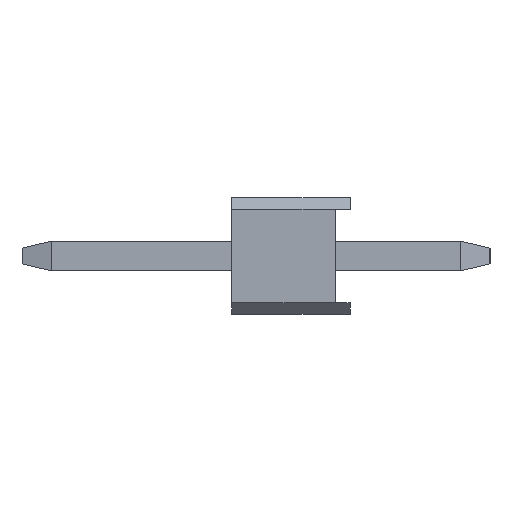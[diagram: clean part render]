
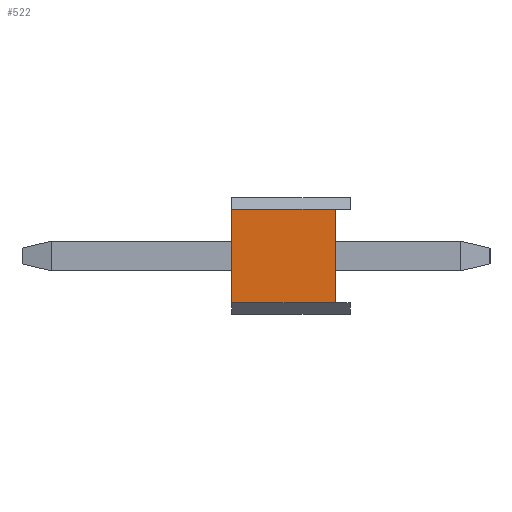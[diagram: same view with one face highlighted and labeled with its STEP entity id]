
A CAD part, left-side view. The second image highlights one B-rep face of the part: STEP entity #522.
In plain terms, the highlighted planar face has unit normal (-1, 0, 0).
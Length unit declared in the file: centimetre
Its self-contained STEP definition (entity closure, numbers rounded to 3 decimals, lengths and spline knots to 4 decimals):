
#96=FACE_OUTER_BOUND('',#124,.T.);
#124=EDGE_LOOP('',(#400,#401,#402,#403,#404,#405));
#144=LINE('',#758,#205);
#151=LINE('',#771,#212);
#169=LINE('',#808,#230);
#171=LINE('',#812,#232);
#172=LINE('',#813,#233);
#173=LINE('',#814,#234);
#205=VECTOR('',#601,100.);
#212=VECTOR('',#610,100.);
#230=VECTOR('',#640,100.);
#232=VECTOR('',#644,100.);
#233=VECTOR('',#645,100.);
#234=VECTOR('',#646,100.);
#266=VERTEX_POINT('',#756);
#267=VERTEX_POINT('',#757);
#272=VERTEX_POINT('',#769);
#284=VERTEX_POINT('',#805);
#285=VERTEX_POINT('',#807);
#286=VERTEX_POINT('',#811);
#303=EDGE_CURVE('',#266,#267,#144,.T.);
#310=EDGE_CURVE('',#272,#267,#151,.T.);
#328=EDGE_CURVE('',#285,#284,#169,.T.);
#330=EDGE_CURVE('',#284,#286,#171,.T.);
#331=EDGE_CURVE('',#286,#266,#172,.T.);
#332=EDGE_CURVE('',#285,#272,#173,.T.);
#400=ORIENTED_EDGE('',*,*,#330,.T.);
#401=ORIENTED_EDGE('',*,*,#331,.T.);
#402=ORIENTED_EDGE('',*,*,#303,.T.);
#403=ORIENTED_EDGE('',*,*,#310,.F.);
#404=ORIENTED_EDGE('',*,*,#332,.F.);
#405=ORIENTED_EDGE('',*,*,#328,.T.);
#494=PLANE('',#555);
#522=ADVANCED_FACE('',(#96),#494,.F.);
#555=AXIS2_PLACEMENT_3D('',#810,#642,#643);
#601=DIRECTION('',(0.,0.,1.));
#610=DIRECTION('',(0.,-1.,0.));
#640=DIRECTION('',(0.,-1.,0.));
#642=DIRECTION('center_axis',(1.,0.,0.));
#643=DIRECTION('ref_axis',(0.,0.,-1.));
#644=DIRECTION('',(0.,0.,1.));
#645=DIRECTION('',(0.,-1.,0.));
#646=DIRECTION('',(0.,0.,1.));
#756=CARTESIAN_POINT('',(-0.0247,0.,-0.0253));
#757=CARTESIAN_POINT('',(-0.0247,0.,-0.0247));
#758=CARTESIAN_POINT('',(-0.0247,0.,-0.2253));
#769=CARTESIAN_POINT('',(-0.0247,0.254,-0.0247));
#771=CARTESIAN_POINT('',(-0.0247,0.254,-0.0247));
#805=CARTESIAN_POINT('',(-0.0247,0.032,-0.2253));
#807=CARTESIAN_POINT('',(-0.0247,0.254,-0.2253));
#808=CARTESIAN_POINT('',(-0.0247,0.254,-0.2253));
#810=CARTESIAN_POINT('Origin',(-0.0247,0.254,-0.2253));
#811=CARTESIAN_POINT('',(-0.0247,0.032,-0.0253));
#812=CARTESIAN_POINT('',(-0.0247,0.032,-0.0253));
#813=CARTESIAN_POINT('',(-0.0247,0.,-0.0253));
#814=CARTESIAN_POINT('',(-0.0247,0.254,-0.2253));
